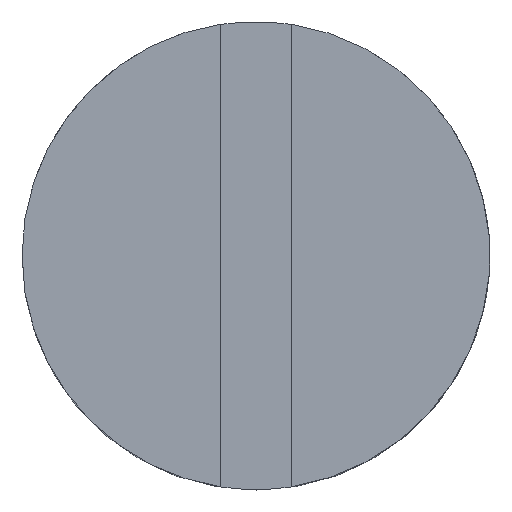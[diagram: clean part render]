
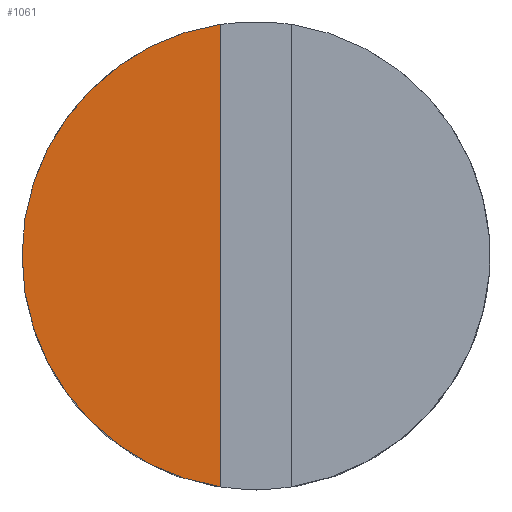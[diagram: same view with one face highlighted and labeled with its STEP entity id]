
A CAD part, top view. The second image highlights one B-rep face of the part: STEP entity #1061.
In plain terms, the highlighted planar face has unit normal (0, 0, 1).
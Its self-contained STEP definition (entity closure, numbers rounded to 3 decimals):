
#1061=ADVANCED_FACE('',(#1303),#1206,.T.);
#1206=PLANE('',#4318);
#1303=FACE_OUTER_BOUND('',#1444,.T.);
#1444=EDGE_LOOP('',(#1707,#1708));
#1707=ORIENTED_EDGE('',*,*,#2667,.F.);
#1708=ORIENTED_EDGE('',*,*,#2679,.T.);
#2418=VERTEX_POINT('',#5912);
#2419=VERTEX_POINT('',#5913);
#2667=EDGE_CURVE('',#2418,#2419,#3029,.T.);
#2679=EDGE_CURVE('',#2418,#2419,#3485,.T.);
#3029=CIRCLE('',#4308,6.);
#3485=LINE('',#5936,#3751);
#3751=VECTOR('',#4809,1.);
#4308=AXIS2_PLACEMENT_3D('',#5911,#4784,#4785);
#4318=AXIS2_PLACEMENT_3D('',#5938,#4812,#4813);
#4784=DIRECTION('',(0.,0.,-1.));
#4785=DIRECTION('',(1.,0.,0.));
#4809=DIRECTION('',(0.,1.,0.));
#4812=DIRECTION('',(0.,0.,1.));
#4813=DIRECTION('',(0.,-1.,0.));
#5911=CARTESIAN_POINT('',(-12.112,-4.805,27.327));
#5912=CARTESIAN_POINT('',(-13.012,-10.738,27.327));
#5913=CARTESIAN_POINT('',(-13.012,1.127,27.327));
#5936=CARTESIAN_POINT('',(-13.012,-10.231,27.327));
#5938=CARTESIAN_POINT('',(-18.162,1.245,27.327));
